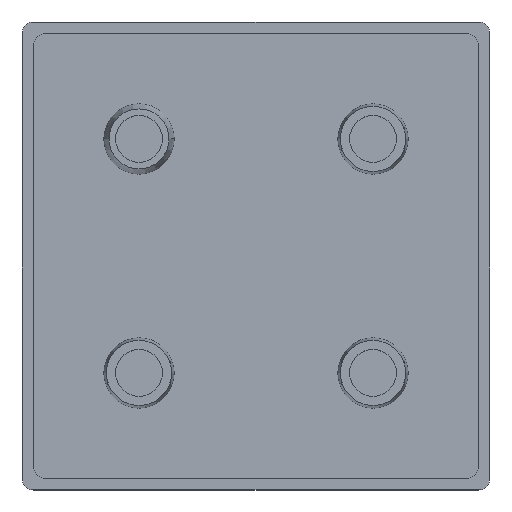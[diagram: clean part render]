
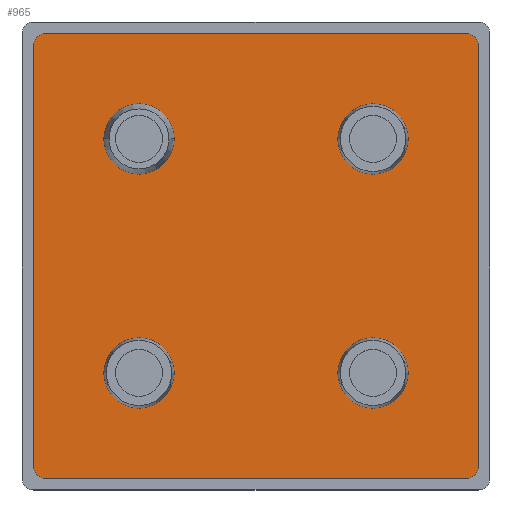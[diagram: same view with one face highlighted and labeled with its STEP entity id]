
A CAD part, top view. The second image highlights one B-rep face of the part: STEP entity #965.
In plain terms, the highlighted planar face has unit normal (0, 0, 1).
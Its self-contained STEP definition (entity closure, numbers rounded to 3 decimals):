
#4 = DIRECTION ( 'NONE',  ( 1., 0., 0. ) ) ;
#10 = EDGE_CURVE ( 'NONE', #377, #388, #968, .T. ) ;
#64 = ORIENTED_EDGE ( 'NONE', *, *, #1461, .T. ) ;
#81 = VERTEX_POINT ( 'NONE', #1534 ) ;
#84 = AXIS2_PLACEMENT_3D ( 'NONE', #446, #954, #1342 ) ;
#91 = CIRCLE ( 'NONE', #1030, 6. ) ;
#92 = ORIENTED_EDGE ( 'NONE', *, *, #900, .F. ) ;
#95 = DIRECTION ( 'NONE',  ( 0., 0., 1. ) ) ;
#100 = CARTESIAN_POINT ( 'NONE',  ( 20.628, -40.096, 3. ) ) ;
#101 = DIRECTION ( 'NONE',  ( 0., 0., 1. ) ) ;
#103 = EDGE_CURVE ( 'NONE', #983, #1055, #476, .T. ) ;
#122 = CIRCLE ( 'NONE', #325, 6. ) ;
#131 = EDGE_CURVE ( 'NONE', #714, #727, #425, .T. ) ;
#134 = DIRECTION ( 'NONE',  ( 1., 0., 0. ) ) ;
#137 = FACE_BOUND ( 'NONE', #1555, .T. ) ;
#160 = VERTEX_POINT ( 'NONE', #1612 ) ;
#164 = ORIENTED_EDGE ( 'NONE', *, *, #203, .T. ) ;
#166 = CIRCLE ( 'NONE', #764, 2. ) ;
#180 = LINE ( 'NONE', #1100, #1197 ) ;
#202 = CARTESIAN_POINT ( 'NONE',  ( -43.372, -56.096, 3. ) ) ;
#203 = EDGE_CURVE ( 'NONE', #1251, #81, #941, .T. ) ;
#210 = CARTESIAN_POINT ( 'NONE',  ( 30.628, 15.904, 3. ) ) ;
#218 = LINE ( 'NONE', #1633, #1627 ) ;
#237 = DIRECTION ( 'NONE',  ( 1., 0., 0. ) ) ;
#245 = CARTESIAN_POINT ( 'NONE',  ( -41.372, 15.904, 3. ) ) ;
#248 = CIRCLE ( 'NONE', #1389, 6. ) ;
#256 = FACE_BOUND ( 'NONE', #361, .T. ) ;
#295 = CARTESIAN_POINT ( 'NONE',  ( 8.628, -40.096, 3. ) ) ;
#325 = AXIS2_PLACEMENT_3D ( 'NONE', #367, #95, #738 ) ;
#351 = ORIENTED_EDGE ( 'NONE', *, *, #1200, .F. ) ;
#361 = EDGE_LOOP ( 'NONE', ( #424, #1132 ) ) ;
#362 = DIRECTION ( 'NONE',  ( 0., 0., 1. ) ) ;
#367 = CARTESIAN_POINT ( 'NONE',  ( 14.628, -40.096, 3. ) ) ;
#369 = VERTEX_POINT ( 'NONE', #100 ) ;
#377 = VERTEX_POINT ( 'NONE', #412 ) ;
#388 = VERTEX_POINT ( 'NONE', #1558 ) ;
#412 = CARTESIAN_POINT ( 'NONE',  ( -41.372, 17.904, 3. ) ) ;
#416 = VECTOR ( 'NONE', #930, 1000. ) ;
#424 = ORIENTED_EDGE ( 'NONE', *, *, #501, .F. ) ;
#425 = CIRCLE ( 'NONE', #1367, 6. ) ;
#444 = CARTESIAN_POINT ( 'NONE',  ( -43.372, 17.904, 3. ) ) ;
#446 = CARTESIAN_POINT ( 'NONE',  ( 30.628, -56.096, 3. ) ) ;
#451 = CIRCLE ( 'NONE', #1605, 6. ) ;
#458 = CARTESIAN_POINT ( 'NONE',  ( -25.372, -0.096, 3. ) ) ;
#476 = CIRCLE ( 'NONE', #1207, 6. ) ;
#490 = DIRECTION ( 'NONE',  ( 1., 0., 0. ) ) ;
#501 = EDGE_CURVE ( 'NONE', #589, #160, #248, .T. ) ;
#507 = CARTESIAN_POINT ( 'NONE',  ( -25.372, -40.096, 3. ) ) ;
#511 = VERTEX_POINT ( 'NONE', #1042 ) ;
#516 = DIRECTION ( 'NONE',  ( 0., 0., 1. ) ) ;
#530 = CIRCLE ( 'NONE', #1201, 2. ) ;
#533 = EDGE_CURVE ( 'NONE', #388, #779, #708, .T. ) ;
#537 = ORIENTED_EDGE ( 'NONE', *, *, #1545, .F. ) ;
#568 = DIRECTION ( 'NONE',  ( 0., 1., 0. ) ) ;
#589 = VERTEX_POINT ( 'NONE', #1086 ) ;
#595 = CARTESIAN_POINT ( 'NONE',  ( 14.628, -0.096, 3. ) ) ;
#611 = VECTOR ( 'NONE', #1467, 1000. ) ;
#612 = ORIENTED_EDGE ( 'NONE', *, *, #899, .F. ) ;
#624 = CARTESIAN_POINT ( 'NONE',  ( -41.372, -56.096, 3. ) ) ;
#625 = CARTESIAN_POINT ( 'NONE',  ( -25.372, -40.096, 3. ) ) ;
#653 = EDGE_CURVE ( 'NONE', #160, #589, #91, .T. ) ;
#657 = PLANE ( 'NONE',  #950 ) ;
#660 = ORIENTED_EDGE ( 'NONE', *, *, #857, .T. ) ;
#664 = DIRECTION ( 'NONE',  ( 1., 0., 0. ) ) ;
#672 = CARTESIAN_POINT ( 'NONE',  ( -31.372, -40.096, 3. ) ) ;
#675 = EDGE_LOOP ( 'NONE', ( #1587, #1407, #1434, #1240, #64, #164, #1483, #660 ) ) ;
#678 = CARTESIAN_POINT ( 'NONE',  ( 14.628, -0.096, 3. ) ) ;
#685 = CARTESIAN_POINT ( 'NONE',  ( -43.372, -58.096, 3. ) ) ;
#696 = EDGE_CURVE ( 'NONE', #81, #511, #180, .T. ) ;
#704 = DIRECTION ( 'NONE',  ( 1., 0., 0. ) ) ;
#708 = LINE ( 'NONE', #444, #416 ) ;
#714 = VERTEX_POINT ( 'NONE', #940 ) ;
#727 = VERTEX_POINT ( 'NONE', #1084 ) ;
#737 = DIRECTION ( 'NONE',  ( 0., 0., 1. ) ) ;
#738 = DIRECTION ( 'NONE',  ( 1., 0., 0. ) ) ;
#745 = CARTESIAN_POINT ( 'NONE',  ( 14.628, -40.096, 3. ) ) ;
#747 = DIRECTION ( 'NONE',  ( 0., 0., 1. ) ) ;
#749 = CARTESIAN_POINT ( 'NONE',  ( -41.372, -58.096, 3. ) ) ;
#764 = AXIS2_PLACEMENT_3D ( 'NONE', #210, #1502, #237 ) ;
#772 = DIRECTION ( 'NONE',  ( 0., 0., 1. ) ) ;
#779 = VERTEX_POINT ( 'NONE', #202 ) ;
#840 = AXIS2_PLACEMENT_3D ( 'NONE', #625, #1527, #490 ) ;
#857 = EDGE_CURVE ( 'NONE', #511, #1505, #166, .T. ) ;
#877 = AXIS2_PLACEMENT_3D ( 'NONE', #595, #1623, #1051 ) ;
#886 = ORIENTED_EDGE ( 'NONE', *, *, #103, .F. ) ;
#899 = EDGE_CURVE ( 'NONE', #1055, #983, #1417, .T. ) ;
#900 = EDGE_CURVE ( 'NONE', #1381, #369, #122, .T. ) ;
#912 = FACE_BOUND ( 'NONE', #1020, .T. ) ;
#921 = VERTEX_POINT ( 'NONE', #749 ) ;
#930 = DIRECTION ( 'NONE',  ( 0., -1., 0. ) ) ;
#931 = LINE ( 'NONE', #685, #611 ) ;
#940 = CARTESIAN_POINT ( 'NONE',  ( 8.628, -0.096, 3. ) ) ;
#941 = CIRCLE ( 'NONE', #84, 2. ) ;
#950 = AXIS2_PLACEMENT_3D ( 'NONE', #1285, #516, #664 ) ;
#954 = DIRECTION ( 'NONE',  ( 0., 0., 1. ) ) ;
#962 = EDGE_LOOP ( 'NONE', ( #351, #1214 ) ) ;
#965 = ADVANCED_FACE ( 'NONE', ( #256, #1304, #137, #912, #1052 ), #657, .T. ) ;
#967 = DIRECTION ( 'NONE',  ( 1., 0., 0. ) ) ;
#968 = CIRCLE ( 'NONE', #1621, 2. ) ;
#975 = DIRECTION ( 'NONE',  ( 1., 0., 0. ) ) ;
#983 = VERTEX_POINT ( 'NONE', #1175 ) ;
#995 = DIRECTION ( 'NONE',  ( 1., 0., 0. ) ) ;
#1020 = EDGE_LOOP ( 'NONE', ( #537, #92 ) ) ;
#1030 = AXIS2_PLACEMENT_3D ( 'NONE', #458, #1486, #967 ) ;
#1042 = CARTESIAN_POINT ( 'NONE',  ( 32.628, 15.904, 3. ) ) ;
#1051 = DIRECTION ( 'NONE',  ( 1., 0., 0. ) ) ;
#1052 = FACE_OUTER_BOUND ( 'NONE', #675, .T. ) ;
#1055 = VERTEX_POINT ( 'NONE', #672 ) ;
#1084 = CARTESIAN_POINT ( 'NONE',  ( 20.628, -0.096, 3. ) ) ;
#1086 = CARTESIAN_POINT ( 'NONE',  ( -19.372, -0.096, 3. ) ) ;
#1100 = CARTESIAN_POINT ( 'NONE',  ( 32.628, -58.096, 3. ) ) ;
#1125 = EDGE_CURVE ( 'NONE', #1505, #377, #218, .T. ) ;
#1132 = ORIENTED_EDGE ( 'NONE', *, *, #653, .F. ) ;
#1175 = CARTESIAN_POINT ( 'NONE',  ( -19.372, -40.096, 3. ) ) ;
#1177 = EDGE_CURVE ( 'NONE', #779, #921, #530, .T. ) ;
#1197 = VECTOR ( 'NONE', #568, 1000. ) ;
#1200 = EDGE_CURVE ( 'NONE', #727, #714, #1392, .T. ) ;
#1201 = AXIS2_PLACEMENT_3D ( 'NONE', #624, #737, #995 ) ;
#1206 = DIRECTION ( 'NONE',  ( 0., 0., 1. ) ) ;
#1207 = AXIS2_PLACEMENT_3D ( 'NONE', #507, #101, #1651 ) ;
#1214 = ORIENTED_EDGE ( 'NONE', *, *, #131, .F. ) ;
#1240 = ORIENTED_EDGE ( 'NONE', *, *, #1177, .T. ) ;
#1251 = VERTEX_POINT ( 'NONE', #1535 ) ;
#1285 = CARTESIAN_POINT ( 'NONE',  ( 0., 0., 3. ) ) ;
#1304 = FACE_BOUND ( 'NONE', #962, .T. ) ;
#1342 = DIRECTION ( 'NONE',  ( 1., 0., 0. ) ) ;
#1367 = AXIS2_PLACEMENT_3D ( 'NONE', #678, #1206, #704 ) ;
#1381 = VERTEX_POINT ( 'NONE', #295 ) ;
#1389 = AXIS2_PLACEMENT_3D ( 'NONE', #1436, #772, #134 ) ;
#1392 = CIRCLE ( 'NONE', #877, 6. ) ;
#1407 = ORIENTED_EDGE ( 'NONE', *, *, #10, .T. ) ;
#1417 = CIRCLE ( 'NONE', #840, 6. ) ;
#1434 = ORIENTED_EDGE ( 'NONE', *, *, #533, .T. ) ;
#1436 = CARTESIAN_POINT ( 'NONE',  ( -25.372, -0.096, 3. ) ) ;
#1461 = EDGE_CURVE ( 'NONE', #921, #1251, #931, .T. ) ;
#1467 = DIRECTION ( 'NONE',  ( 1., 0., 0. ) ) ;
#1483 = ORIENTED_EDGE ( 'NONE', *, *, #696, .T. ) ;
#1486 = DIRECTION ( 'NONE',  ( 0., 0., 1. ) ) ;
#1502 = DIRECTION ( 'NONE',  ( 0., 0., 1. ) ) ;
#1505 = VERTEX_POINT ( 'NONE', #1598 ) ;
#1526 = DIRECTION ( 'NONE',  ( -1., 0., 0. ) ) ;
#1527 = DIRECTION ( 'NONE',  ( 0., 0., 1. ) ) ;
#1534 = CARTESIAN_POINT ( 'NONE',  ( 32.628, -56.096, 3. ) ) ;
#1535 = CARTESIAN_POINT ( 'NONE',  ( 30.628, -58.096, 3. ) ) ;
#1545 = EDGE_CURVE ( 'NONE', #369, #1381, #451, .T. ) ;
#1555 = EDGE_LOOP ( 'NONE', ( #886, #612 ) ) ;
#1558 = CARTESIAN_POINT ( 'NONE',  ( -43.372, 15.904, 3. ) ) ;
#1587 = ORIENTED_EDGE ( 'NONE', *, *, #1125, .T. ) ;
#1598 = CARTESIAN_POINT ( 'NONE',  ( 30.628, 17.904, 3. ) ) ;
#1605 = AXIS2_PLACEMENT_3D ( 'NONE', #745, #362, #975 ) ;
#1612 = CARTESIAN_POINT ( 'NONE',  ( -31.372, -0.096, 3. ) ) ;
#1621 = AXIS2_PLACEMENT_3D ( 'NONE', #245, #747, #4 ) ;
#1623 = DIRECTION ( 'NONE',  ( 0., 0., 1. ) ) ;
#1627 = VECTOR ( 'NONE', #1526, 1000. ) ;
#1633 = CARTESIAN_POINT ( 'NONE',  ( 32.628, 17.904, 3. ) ) ;
#1651 = DIRECTION ( 'NONE',  ( 1., 0., 0. ) ) ;
